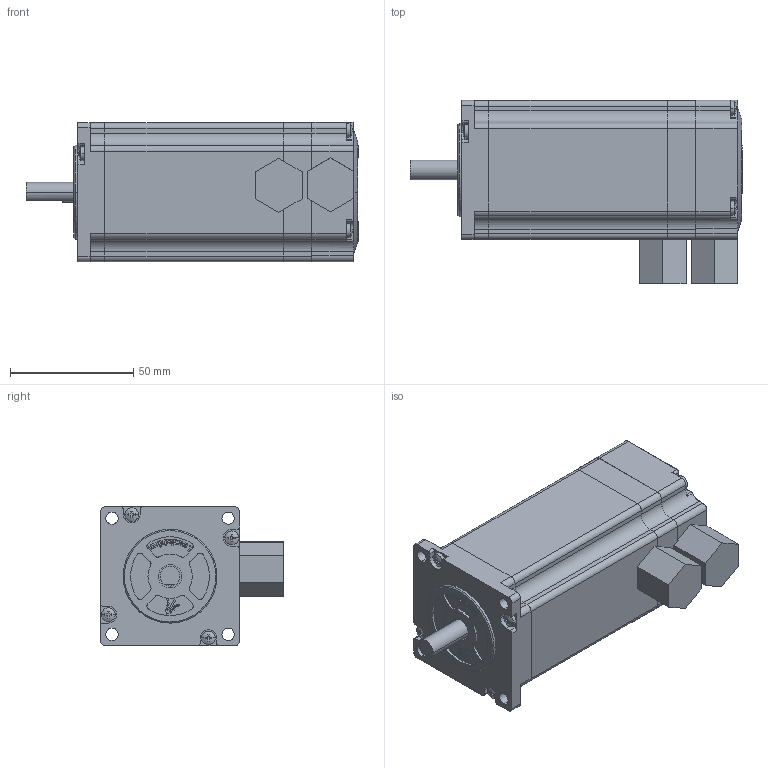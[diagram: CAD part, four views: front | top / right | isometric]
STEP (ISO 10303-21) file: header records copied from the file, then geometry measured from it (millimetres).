
FILE_DESCRIPTION (( 'STEP AP203' ), '1' );
FILE_NAME ('57HSM24-FS-E1.STEP', '2017-10-31T09:14:33', ( 'Microsoft' ), ( 'China' ), 'SwSTEP 2.0', 'SolidWorks 2011', '' );
FILE_SCHEMA (( 'CONFIG_CONTROL_DESIGN' ));
Length unit declared in the file: millimetre
Products named in the file (10): 57HSM24-FS-E1; 錨璃36; cross recessed pan head screws gb_GB_CROSS_SCREWS_TYPE1 M3X20-20  H type-N; cross recessed pan head screws gb_GB_CROSS_SCREWS_TYPE1 M3X30-30  H type-N; cross recessed small pan head screws gb_GB_CROSS_SCREWS_TYPE3 M3X16-16-N; 57敕遠綴傷裔; 57前端盖（新设计带雷赛LOGO）; 57编码器后罩（新设计带LOGO）方案二; 57HBM10-1000蛌粣; 57HBM10-1000
Assembly tree (15 placements, depth 2):
  57HSM24-FS-E1
    57HBM10-1000
    錨璃36  x2
    cross recessed pan head screws gb_GB_CROSS_SCREWS_TYPE1 M3X20-20  H type-N  x3
    cross recessed pan head screws gb_GB_CROSS_SCREWS_TYPE1 M3X30-30  H type-N  x4
    cross recessed small pan head screws gb_GB_CROSS_SCREWS_TYPE3 M3X16-16-N
    57敕遠綴傷裔
    57前端盖（新设计带雷赛LOGO）
    57编码器后罩（新设计带LOGO）方案二
    57HBM10-1000蛌粣
Bounding box: 134.8 x 74.59 x 56.59 mm (x, y, z)
Volume: 224284.9 mm3; surface area: 83460.4 mm2
Topology: 15 solids, 15 shells, 1413 faces, 3865 edges, 2553 vertices
Faces by surface type: plane 653, cylinder 551, bspline 198, cone 11
Entity records: 47852 total; most frequent: CARTESIAN_POINT 14347, ORIENTED_EDGE 7054, DIRECTION 6356, EDGE_CURVE 3527, VERTEX_POINT 2331, AXIS2_PLACEMENT_3D 2156, LINE 2044, VECTOR 2044
